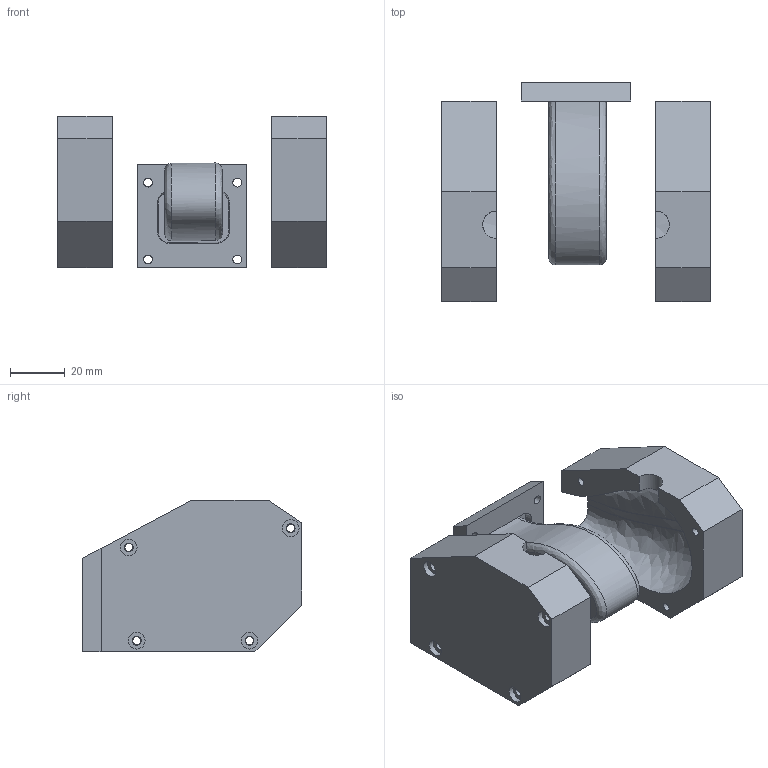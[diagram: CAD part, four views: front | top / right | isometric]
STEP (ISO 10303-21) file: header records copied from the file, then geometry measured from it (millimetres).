
FILE_DESCRIPTION(/* description */ (''),/* implementation_level */ '2;1');
FILE_NAME(/* name */ 'silicon_mold v3.step',/* time_stamp */ '2022-02-09T18:40:12+01:00',/* author */ (''),/* organization */ (''),/* preprocessor_version */ 'ST-DEVELOPER v18.1',/* originating_system */ 'Autodesk Translation Framework v10.13.0.1454',/* authorisation */ '');
FILE_SCHEMA (('AUTOMOTIVE_DESIGN { 1 0 10303 214 3 1 1 }'));
Length unit declared in the file: millimetre
Products named in the file (2): (Non enregistré); Composant3
Assembly tree (1 placements, depth 2):
  (Non enregistré)
    Composant3
Bounding box: 98 x 79.9 x 55.18 mm (x, y, z)
Volume: 115339.2 mm3; surface area: 37766.9 mm2
Topology: 3 solids, 3 shells, 118 faces, 291 edges, 193 vertices
Faces by surface type: plane 53, cylinder 38, bspline 19, torus 8
Full cylindrical faces by diameter (mm): 2.9 x8, 3.2 x8, 6.1 x4
Entity records: 9738 total; most frequent: CARTESIAN_POINT 6947, ORIENTED_EDGE 582, DIRECTION 505, EDGE_CURVE 291, VERTEX_POINT 193, AXIS2_PLACEMENT_3D 186, EDGE_LOOP 156, LINE 133
